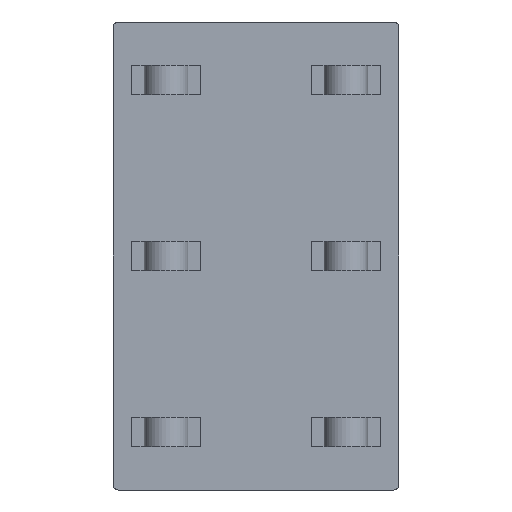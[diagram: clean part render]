
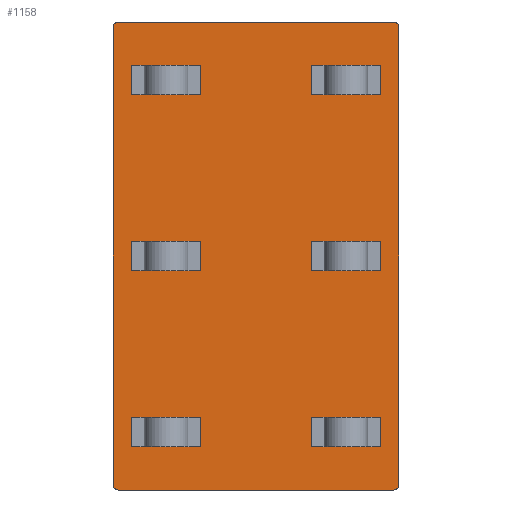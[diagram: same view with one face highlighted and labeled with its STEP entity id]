
A CAD part, front view. The second image highlights one B-rep face of the part: STEP entity #1158.
In plain terms, the highlighted planar face has unit normal (0, -1, 0).
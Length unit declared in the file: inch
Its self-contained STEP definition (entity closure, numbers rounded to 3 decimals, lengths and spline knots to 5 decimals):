
#17=FACE_BOUND('',#147,.T.);
#18=FACE_BOUND('',#148,.T.);
#19=FACE_BOUND('',#149,.T.);
#20=FACE_BOUND('',#150,.T.);
#21=FACE_BOUND('',#151,.T.);
#22=FACE_BOUND('',#152,.T.);
#26=PLANE('',#1229);
#82=FACE_OUTER_BOUND('',#146,.T.);
#146=EDGE_LOOP('',(#831,#832,#833,#834,#835,#836,#837,#838));
#147=EDGE_LOOP('',(#839,#840,#841,#842));
#148=EDGE_LOOP('',(#843,#844,#845,#846));
#149=EDGE_LOOP('',(#847,#848,#849,#850));
#150=EDGE_LOOP('',(#851,#852,#853,#854));
#151=EDGE_LOOP('',(#855,#856,#857,#858));
#152=EDGE_LOOP('',(#859,#860,#861,#862));
#213=LINE('',#1634,#361);
#222=LINE('',#1653,#370);
#227=LINE('',#1669,#375);
#228=LINE('',#1673,#376);
#229=LINE('',#1676,#377);
#230=LINE('',#1677,#378);
#231=LINE('',#1679,#379);
#232=LINE('',#1680,#380);
#233=LINE('',#1683,#381);
#234=LINE('',#1685,#382);
#235=LINE('',#1687,#383);
#236=LINE('',#1688,#384);
#237=LINE('',#1691,#385);
#238=LINE('',#1693,#386);
#239=LINE('',#1695,#387);
#240=LINE('',#1696,#388);
#241=LINE('',#1699,#389);
#242=LINE('',#1701,#390);
#243=LINE('',#1703,#391);
#244=LINE('',#1704,#392);
#245=LINE('',#1707,#393);
#246=LINE('',#1709,#394);
#247=LINE('',#1711,#395);
#248=LINE('',#1712,#396);
#249=LINE('',#1715,#397);
#250=LINE('',#1717,#398);
#251=LINE('',#1719,#399);
#252=LINE('',#1720,#400);
#361=VECTOR('',#1315,0.073);
#370=VECTOR('',#1328,0.031);
#375=VECTOR('',#1343,0.29);
#376=VECTOR('',#1346,0.482);
#377=VECTOR('',#1349,0.29);
#378=VECTOR('',#1350,0.482);
#379=VECTOR('',#1351,0.031);
#380=VECTOR('',#1352,0.073);
#381=VECTOR('',#1353,0.031);
#382=VECTOR('',#1354,0.073);
#383=VECTOR('',#1355,0.031);
#384=VECTOR('',#1356,0.073);
#385=VECTOR('',#1357,0.031);
#386=VECTOR('',#1358,0.073);
#387=VECTOR('',#1359,0.031);
#388=VECTOR('',#1360,0.073);
#389=VECTOR('',#1361,0.031);
#390=VECTOR('',#1362,0.073);
#391=VECTOR('',#1363,0.031);
#392=VECTOR('',#1364,0.073);
#393=VECTOR('',#1365,0.031);
#394=VECTOR('',#1366,0.073);
#395=VECTOR('',#1367,0.031);
#396=VECTOR('',#1368,0.073);
#397=VECTOR('',#1369,0.031);
#398=VECTOR('',#1370,0.073);
#399=VECTOR('',#1371,0.031);
#400=VECTOR('',#1372,0.073);
#507=CIRCLE('',#1220,0.005);
#510=CIRCLE('',#1227,0.005);
#512=CIRCLE('',#1230,0.005);
#513=CIRCLE('',#1231,0.005);
#527=VERTEX_POINT('',#1623);
#528=VERTEX_POINT('',#1624);
#531=VERTEX_POINT('',#1632);
#532=VERTEX_POINT('',#1633);
#539=VERTEX_POINT('',#1649);
#542=VERTEX_POINT('',#1659);
#543=VERTEX_POINT('',#1660);
#546=VERTEX_POINT('',#1668);
#547=VERTEX_POINT('',#1670);
#548=VERTEX_POINT('',#1672);
#549=VERTEX_POINT('',#1674);
#550=VERTEX_POINT('',#1678);
#551=VERTEX_POINT('',#1681);
#552=VERTEX_POINT('',#1682);
#553=VERTEX_POINT('',#1684);
#554=VERTEX_POINT('',#1686);
#555=VERTEX_POINT('',#1689);
#556=VERTEX_POINT('',#1690);
#557=VERTEX_POINT('',#1692);
#558=VERTEX_POINT('',#1694);
#559=VERTEX_POINT('',#1697);
#560=VERTEX_POINT('',#1698);
#561=VERTEX_POINT('',#1700);
#562=VERTEX_POINT('',#1702);
#563=VERTEX_POINT('',#1705);
#564=VERTEX_POINT('',#1706);
#565=VERTEX_POINT('',#1708);
#566=VERTEX_POINT('',#1710);
#567=VERTEX_POINT('',#1713);
#568=VERTEX_POINT('',#1714);
#569=VERTEX_POINT('',#1716);
#570=VERTEX_POINT('',#1718);
#639=EDGE_CURVE('',#527,#528,#507,.T.);
#643=EDGE_CURVE('',#531,#532,#213,.T.);
#653=EDGE_CURVE('',#532,#539,#222,.T.);
#656=EDGE_CURVE('',#542,#543,#510,.T.);
#660=EDGE_CURVE('',#546,#527,#227,.T.);
#661=EDGE_CURVE('',#547,#546,#512,.T.);
#662=EDGE_CURVE('',#548,#547,#228,.T.);
#663=EDGE_CURVE('',#549,#548,#513,.T.);
#664=EDGE_CURVE('',#543,#549,#229,.T.);
#665=EDGE_CURVE('',#528,#542,#230,.T.);
#666=EDGE_CURVE('',#531,#550,#231,.T.);
#667=EDGE_CURVE('',#550,#539,#232,.T.);
#668=EDGE_CURVE('',#551,#552,#233,.T.);
#669=EDGE_CURVE('',#553,#551,#234,.T.);
#670=EDGE_CURVE('',#553,#554,#235,.T.);
#671=EDGE_CURVE('',#554,#552,#236,.T.);
#672=EDGE_CURVE('',#555,#556,#237,.T.);
#673=EDGE_CURVE('',#557,#555,#238,.T.);
#674=EDGE_CURVE('',#557,#558,#239,.T.);
#675=EDGE_CURVE('',#558,#556,#240,.T.);
#676=EDGE_CURVE('',#559,#560,#241,.T.);
#677=EDGE_CURVE('',#561,#559,#242,.T.);
#678=EDGE_CURVE('',#561,#562,#243,.T.);
#679=EDGE_CURVE('',#562,#560,#244,.T.);
#680=EDGE_CURVE('',#563,#564,#245,.T.);
#681=EDGE_CURVE('',#565,#563,#246,.T.);
#682=EDGE_CURVE('',#565,#566,#247,.T.);
#683=EDGE_CURVE('',#566,#564,#248,.T.);
#684=EDGE_CURVE('',#567,#568,#249,.T.);
#685=EDGE_CURVE('',#569,#567,#250,.T.);
#686=EDGE_CURVE('',#569,#570,#251,.T.);
#687=EDGE_CURVE('',#570,#568,#252,.T.);
#831=ORIENTED_EDGE('',*,*,#639,.F.);
#832=ORIENTED_EDGE('',*,*,#660,.F.);
#833=ORIENTED_EDGE('',*,*,#661,.F.);
#834=ORIENTED_EDGE('',*,*,#662,.F.);
#835=ORIENTED_EDGE('',*,*,#663,.F.);
#836=ORIENTED_EDGE('',*,*,#664,.F.);
#837=ORIENTED_EDGE('',*,*,#656,.F.);
#838=ORIENTED_EDGE('',*,*,#665,.F.);
#839=ORIENTED_EDGE('',*,*,#653,.F.);
#840=ORIENTED_EDGE('',*,*,#643,.F.);
#841=ORIENTED_EDGE('',*,*,#666,.T.);
#842=ORIENTED_EDGE('',*,*,#667,.T.);
#843=ORIENTED_EDGE('',*,*,#668,.F.);
#844=ORIENTED_EDGE('',*,*,#669,.F.);
#845=ORIENTED_EDGE('',*,*,#670,.T.);
#846=ORIENTED_EDGE('',*,*,#671,.T.);
#847=ORIENTED_EDGE('',*,*,#672,.F.);
#848=ORIENTED_EDGE('',*,*,#673,.F.);
#849=ORIENTED_EDGE('',*,*,#674,.T.);
#850=ORIENTED_EDGE('',*,*,#675,.T.);
#851=ORIENTED_EDGE('',*,*,#676,.F.);
#852=ORIENTED_EDGE('',*,*,#677,.F.);
#853=ORIENTED_EDGE('',*,*,#678,.T.);
#854=ORIENTED_EDGE('',*,*,#679,.T.);
#855=ORIENTED_EDGE('',*,*,#680,.F.);
#856=ORIENTED_EDGE('',*,*,#681,.F.);
#857=ORIENTED_EDGE('',*,*,#682,.T.);
#858=ORIENTED_EDGE('',*,*,#683,.T.);
#859=ORIENTED_EDGE('',*,*,#684,.F.);
#860=ORIENTED_EDGE('',*,*,#685,.F.);
#861=ORIENTED_EDGE('',*,*,#686,.T.);
#862=ORIENTED_EDGE('',*,*,#687,.T.);
#1158=ADVANCED_FACE('',(#82,#17,#18,#19,#20,#21,#22),#26,.F.);
#1220=AXIS2_PLACEMENT_3D('',#1625,#1307,#1308);
#1227=AXIS2_PLACEMENT_3D('',#1661,#1335,#1336);
#1229=AXIS2_PLACEMENT_3D('',#1667,#1341,#1342);
#1230=AXIS2_PLACEMENT_3D('',#1671,#1344,#1345);
#1231=AXIS2_PLACEMENT_3D('',#1675,#1347,#1348);
#1307=DIRECTION('center_axis',(0.,1.,0.));
#1308=DIRECTION('ref_axis',(1.,0.,0.));
#1315=DIRECTION('',(-1.,0.,0.));
#1328=DIRECTION('',(0.,0.,-1.));
#1335=DIRECTION('center_axis',(0.,1.,0.));
#1336=DIRECTION('ref_axis',(1.,0.,0.));
#1341=DIRECTION('center_axis',(0.,1.,0.));
#1342=DIRECTION('ref_axis',(0.,0.,1.));
#1343=DIRECTION('',(-1.,0.,0.));
#1344=DIRECTION('center_axis',(0.,1.,0.));
#1345=DIRECTION('ref_axis',(1.,0.,0.));
#1346=DIRECTION('',(0.,0.,-1.));
#1347=DIRECTION('center_axis',(0.,1.,0.));
#1348=DIRECTION('ref_axis',(1.,0.,0.));
#1349=DIRECTION('',(1.,0.,0.));
#1350=DIRECTION('',(0.,0.,1.));
#1351=DIRECTION('',(0.,0.,-1.));
#1352=DIRECTION('',(-1.,0.,0.));
#1353=DIRECTION('',(0.,0.,-1.));
#1354=DIRECTION('',(-1.,0.,0.));
#1355=DIRECTION('',(0.,0.,-1.));
#1356=DIRECTION('',(-1.,0.,0.));
#1357=DIRECTION('',(0.,0.,-1.));
#1358=DIRECTION('',(-1.,0.,0.));
#1359=DIRECTION('',(0.,0.,-1.));
#1360=DIRECTION('',(-1.,0.,0.));
#1361=DIRECTION('',(0.,0.,-1.));
#1362=DIRECTION('',(-1.,0.,0.));
#1363=DIRECTION('',(0.,0.,-1.));
#1364=DIRECTION('',(-1.,0.,0.));
#1365=DIRECTION('',(0.,0.,-1.));
#1366=DIRECTION('',(-1.,0.,0.));
#1367=DIRECTION('',(0.,0.,-1.));
#1368=DIRECTION('',(-1.,0.,0.));
#1369=DIRECTION('',(0.,0.,-1.));
#1370=DIRECTION('',(-1.,0.,0.));
#1371=DIRECTION('',(0.,0.,-1.));
#1372=DIRECTION('',(-1.,0.,0.));
#1623=CARTESIAN_POINT('',(-0.145,0.,-0.246));
#1624=CARTESIAN_POINT('',(-0.15,0.,-0.241));
#1625=CARTESIAN_POINT('Origin',(-0.145,0.,-0.241));
#1632=CARTESIAN_POINT('',(-0.058,0.,0.0155));
#1633=CARTESIAN_POINT('',(-0.131,0.,0.0155));
#1634=CARTESIAN_POINT('',(-0.058,0.,0.0155));
#1649=CARTESIAN_POINT('',(-0.131,0.,-0.0155));
#1653=CARTESIAN_POINT('',(-0.131,0.,0.0155));
#1659=CARTESIAN_POINT('',(-0.15,0.,0.241));
#1660=CARTESIAN_POINT('',(-0.145,0.,0.246));
#1661=CARTESIAN_POINT('Origin',(-0.145,0.,0.241));
#1667=CARTESIAN_POINT('Origin',(-0.145,0.,-0.241));
#1668=CARTESIAN_POINT('',(0.145,0.,-0.246));
#1669=CARTESIAN_POINT('',(0.145,0.,-0.246));
#1670=CARTESIAN_POINT('',(0.15,0.,-0.241));
#1671=CARTESIAN_POINT('Origin',(0.145,0.,-0.241));
#1672=CARTESIAN_POINT('',(0.15,0.,0.241));
#1673=CARTESIAN_POINT('',(0.15,0.,0.241));
#1674=CARTESIAN_POINT('',(0.145,0.,0.246));
#1675=CARTESIAN_POINT('Origin',(0.145,0.,0.241));
#1676=CARTESIAN_POINT('',(-0.145,0.,0.246));
#1677=CARTESIAN_POINT('',(-0.15,0.,-0.241));
#1678=CARTESIAN_POINT('',(-0.058,0.,-0.0155));
#1679=CARTESIAN_POINT('',(-0.058,0.,0.0155));
#1680=CARTESIAN_POINT('',(-0.058,0.,-0.0155));
#1681=CARTESIAN_POINT('',(0.058,0.,0.0155));
#1682=CARTESIAN_POINT('',(0.058,0.,-0.0155));
#1683=CARTESIAN_POINT('',(0.058,0.,0.0155));
#1684=CARTESIAN_POINT('',(0.131,0.,0.0155));
#1685=CARTESIAN_POINT('',(0.131,0.,0.0155));
#1686=CARTESIAN_POINT('',(0.131,0.,-0.0155));
#1687=CARTESIAN_POINT('',(0.131,0.,0.0155));
#1688=CARTESIAN_POINT('',(0.131,0.,-0.0155));
#1689=CARTESIAN_POINT('',(-0.131,0.,0.2005));
#1690=CARTESIAN_POINT('',(-0.131,0.,0.1695));
#1691=CARTESIAN_POINT('',(-0.131,0.,0.2005));
#1692=CARTESIAN_POINT('',(-0.058,0.,0.2005));
#1693=CARTESIAN_POINT('',(-0.058,0.,0.2005));
#1694=CARTESIAN_POINT('',(-0.058,0.,0.1695));
#1695=CARTESIAN_POINT('',(-0.058,0.,0.2005));
#1696=CARTESIAN_POINT('',(-0.058,0.,0.1695));
#1697=CARTESIAN_POINT('',(0.058,0.,0.2005));
#1698=CARTESIAN_POINT('',(0.058,0.,0.1695));
#1699=CARTESIAN_POINT('',(0.058,0.,0.2005));
#1700=CARTESIAN_POINT('',(0.131,0.,0.2005));
#1701=CARTESIAN_POINT('',(0.131,0.,0.2005));
#1702=CARTESIAN_POINT('',(0.131,0.,0.1695));
#1703=CARTESIAN_POINT('',(0.131,0.,0.2005));
#1704=CARTESIAN_POINT('',(0.131,0.,0.1695));
#1705=CARTESIAN_POINT('',(0.058,0.,-0.1695));
#1706=CARTESIAN_POINT('',(0.058,0.,-0.2005));
#1707=CARTESIAN_POINT('',(0.058,0.,-0.1695));
#1708=CARTESIAN_POINT('',(0.131,0.,-0.1695));
#1709=CARTESIAN_POINT('',(0.131,0.,-0.1695));
#1710=CARTESIAN_POINT('',(0.131,0.,-0.2005));
#1711=CARTESIAN_POINT('',(0.131,0.,-0.1695));
#1712=CARTESIAN_POINT('',(0.131,0.,-0.2005));
#1713=CARTESIAN_POINT('',(-0.131,0.,-0.1695));
#1714=CARTESIAN_POINT('',(-0.131,0.,-0.2005));
#1715=CARTESIAN_POINT('',(-0.131,0.,-0.1695));
#1716=CARTESIAN_POINT('',(-0.058,0.,-0.1695));
#1717=CARTESIAN_POINT('',(-0.058,0.,-0.1695));
#1718=CARTESIAN_POINT('',(-0.058,0.,-0.2005));
#1719=CARTESIAN_POINT('',(-0.058,0.,-0.1695));
#1720=CARTESIAN_POINT('',(-0.058,0.,-0.2005));
